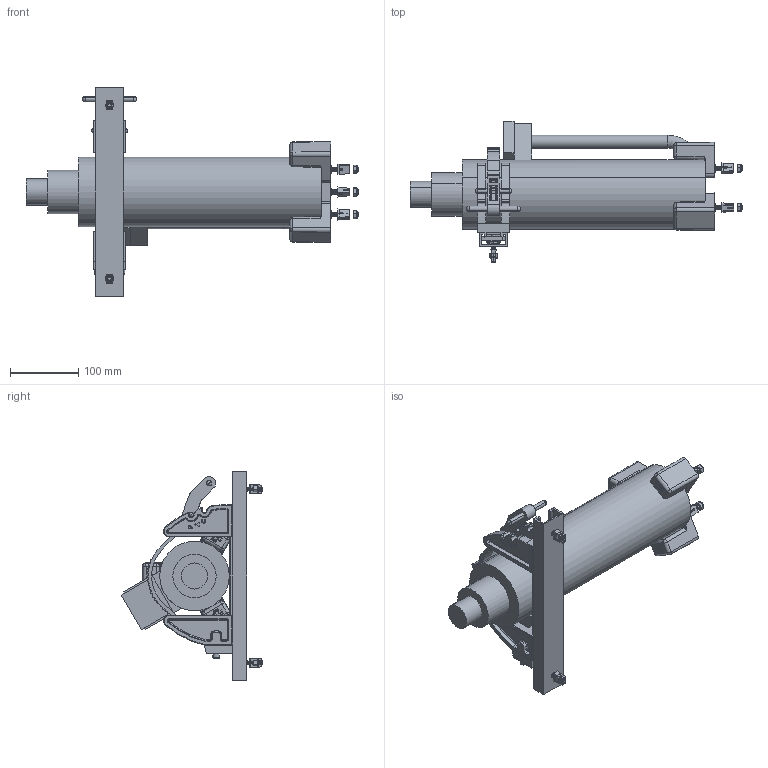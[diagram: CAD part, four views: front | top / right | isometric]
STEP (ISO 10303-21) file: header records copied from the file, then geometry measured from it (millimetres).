
FILE_DESCRIPTION (( 'STEP AP203' ), '1' );
FILE_NAME ('K5050-2PH.STEP', '2014-09-04T14:24:06', ( 'jgonzalez' ), ( '' ), 'SwSTEP 2.0', 'SolidWorks 2014', '' );
FILE_SCHEMA (( 'CONFIG_CONTROL_DESIGN' ));
Length unit declared in the file: inch
Products named in the file (23): K5050_in use nozzle; 2038_HBOLT 0.2500-20x1x1-N; pheonix ram; 2069LN_MSHXNUT 0.250-20-S-N; 2019-12; 1007; 2035_10" apart; 2074; 2046; 1006-3 (CUT); 2075; 2054; 2008 - IN USE SAM with nozzle_IN USE FLARES; 2073; 3017_HFBOLT 0.25-20x1.25x0.75-C; 2049; 2002_HX-SHCS 0.25-20x0.75x0.75-N; 7051; 7016; 2011; K5050-2PH; 7029; 2010_compressed
Assembly tree (37 placements, depth 4):
  K5050-2PH
    K5050_in use nozzle
      2019-12
      2074
      2075
      2073
      2002_HX-SHCS 0.25-20x0.75x0.75-N  x4
      2011  x2
      2010_compressed  x2
      2035_10" apart
        2038_HBOLT 0.2500-20x1x1-N  x2
        2069LN_MSHXNUT 0.250-20-S-N  x2
      1006-3 (CUT)
      2008 - IN USE SAM with nozzle_IN USE FLARES
      7029
        2049  x2
        7016  x2
    pheonix ram
    1007  x3
    7051  x3
      2069LN_MSHXNUT 0.250-20-S-N
      2046
      2054
      7016
      3017_HFBOLT 0.25-20x1.25x0.75-C
Bounding box: 485.74 x 206.62 x 304.8 mm (x, y, z)
Volume: 3821037.4 mm3; surface area: 407721.5 mm2
Topology: 48 solids, 48 shells, 2941 faces, 7113 edges, 4340 vertices
Faces by surface type: plane 900, cone 868, cylinder 674, bspline 269, torus 208, sphere 22
Entity records: 53885 total; most frequent: CARTESIAN_POINT 16108, DIRECTION 7506, ORIENTED_EDGE 7232, EDGE_CURVE 3616, AXIS2_PLACEMENT_3D 2883, VERTEX_POINT 2220, LINE 1740, VECTOR 1740
